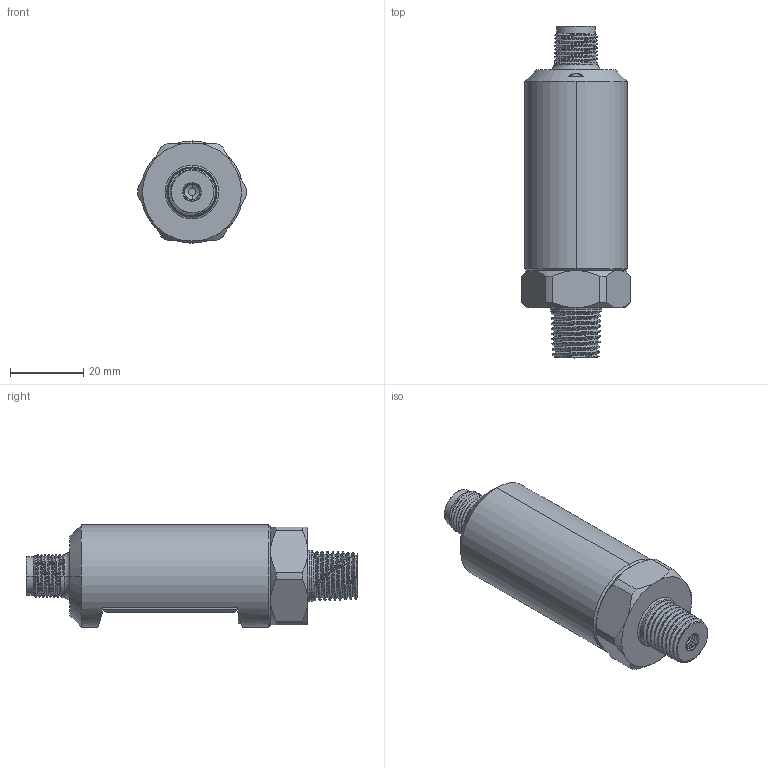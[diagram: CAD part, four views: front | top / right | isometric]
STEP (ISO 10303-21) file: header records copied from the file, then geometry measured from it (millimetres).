
FILE_DESCRIPTION (( 'STEP AP214' ), '1' );
FILE_NAME ('5-11-3132-1K0000.STEP', '2025-04-15T00:23:38', ( '' ), ( '' ), 'SwSTEP 2.0', 'SolidWorks 2024', '' );
FILE_SCHEMA (( 'AUTOMOTIVE_DESIGN' ));
Length unit declared in the file: inch
Products named in the file (1): 5-11-3132-1K0000
Bounding box: 29.79 x 90.8 x 27.95 mm (x, y, z)
Volume: 39700.6 mm3; surface area: 8917.4 mm2
Topology: 1 solids, 1 shells, 199 faces, 563 edges, 378 vertices
Faces by surface type: cylinder 68, cone 48, plane 46, torus 21, bspline 16
Entity records: 14745 total; most frequent: CARTESIAN_POINT 10034, ORIENTED_EDGE 1126, DIRECTION 829, EDGE_CURVE 563, VERTEX_POINT 378, AXIS2_PLACEMENT_3D 327, EDGE_LOOP 211, FACE_OUTER_BOUND 199
